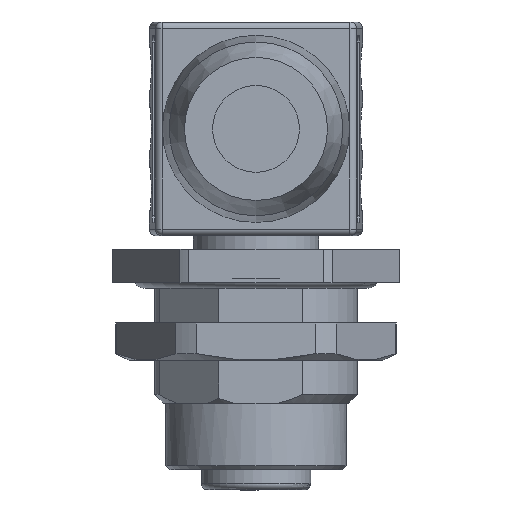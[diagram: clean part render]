
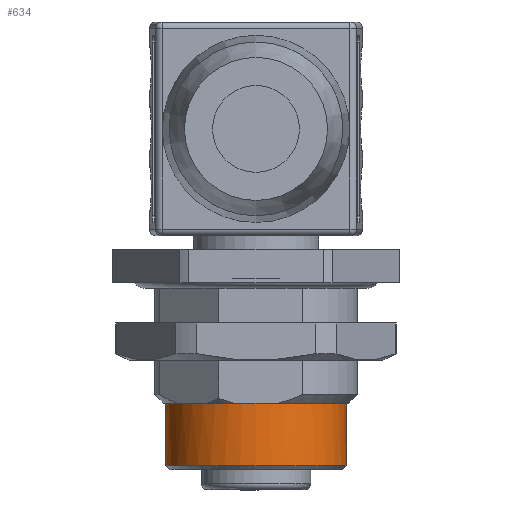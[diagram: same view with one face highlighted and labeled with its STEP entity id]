
A CAD part, front view. The second image highlights one B-rep face of the part: STEP entity #634.
In plain terms, the highlighted cylindrical face has radius 6.75 mm (diameter 13.5 mm), a full revolution.
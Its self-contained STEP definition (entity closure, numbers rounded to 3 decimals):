
#135=CYLINDRICAL_SURFACE('',#4562,6.75);
#240=FACE_BOUND('',#1251,.T.);
#241=FACE_BOUND('',#1252,.T.);
#331=CIRCLE('',#4557,6.75);
#332=CIRCLE('',#4558,6.75);
#333=CIRCLE('',#4559,6.75);
#334=CIRCLE('',#4560,6.75);
#335=CIRCLE('',#4561,6.75);
#634=ADVANCED_FACE('',(#240,#241),#135,.T.);
#1251=EDGE_LOOP('',(#1675,#1676,#1677,#1678));
#1252=EDGE_LOOP('',(#1679));
#1675=ORIENTED_EDGE('',*,*,#3375,.F.);
#1676=ORIENTED_EDGE('',*,*,#3376,.F.);
#1677=ORIENTED_EDGE('',*,*,#3377,.F.);
#1678=ORIENTED_EDGE('',*,*,#3378,.F.);
#1679=ORIENTED_EDGE('',*,*,#3379,.T.);
#2921=VERTEX_POINT('',#6565);
#2928=VERTEX_POINT('',#6586);
#2932=VERTEX_POINT('',#6602);
#2937=VERTEX_POINT('',#6620);
#2955=VERTEX_POINT('',#6675);
#3375=EDGE_CURVE('',#2921,#2937,#331,.T.);
#3376=EDGE_CURVE('',#2932,#2921,#332,.T.);
#3377=EDGE_CURVE('',#2928,#2932,#333,.T.);
#3378=EDGE_CURVE('',#2937,#2928,#334,.T.);
#3379=EDGE_CURVE('',#2955,#2955,#335,.T.);
#4557=AXIS2_PLACEMENT_3D('',#6670,#5182,#5183);
#4558=AXIS2_PLACEMENT_3D('',#6671,#5184,#5185);
#4559=AXIS2_PLACEMENT_3D('',#6672,#5186,#5187);
#4560=AXIS2_PLACEMENT_3D('',#6673,#5188,#5189);
#4561=AXIS2_PLACEMENT_3D('',#6674,#5190,#5191);
#4562=AXIS2_PLACEMENT_3D('',#6676,#5192,#5193);
#5182=DIRECTION('',(0.,0.,1.));
#5183=DIRECTION('',(0.,1.,0.));
#5184=DIRECTION('',(0.,0.,1.));
#5185=DIRECTION('',(0.,1.,0.));
#5186=DIRECTION('',(0.,0.,1.));
#5187=DIRECTION('',(0.,1.,0.));
#5188=DIRECTION('',(0.,0.,1.));
#5189=DIRECTION('',(0.,1.,0.));
#5190=DIRECTION('',(0.,0.,1.));
#5191=DIRECTION('',(0.,1.,0.));
#5192=DIRECTION('',(0.,0.,1.));
#5193=DIRECTION('',(0.,-1.,0.));
#6565=CARTESIAN_POINT('',(45.227,45.227,-12.525));
#6586=CARTESIAN_POINT('',(54.773,54.773,-12.525));
#6602=CARTESIAN_POINT('',(50.,56.75,-12.525));
#6620=CARTESIAN_POINT('',(50.,43.25,-12.525));
#6670=CARTESIAN_POINT('',(50.,50.,-12.525));
#6671=CARTESIAN_POINT('',(50.,50.,-12.525));
#6672=CARTESIAN_POINT('',(50.,50.,-12.525));
#6673=CARTESIAN_POINT('',(50.,50.,-12.525));
#6674=CARTESIAN_POINT('',(50.,50.,-17.225));
#6675=CARTESIAN_POINT('',(50.,56.75,-17.225));
#6676=CARTESIAN_POINT('',(50.,50.,-1.025));
